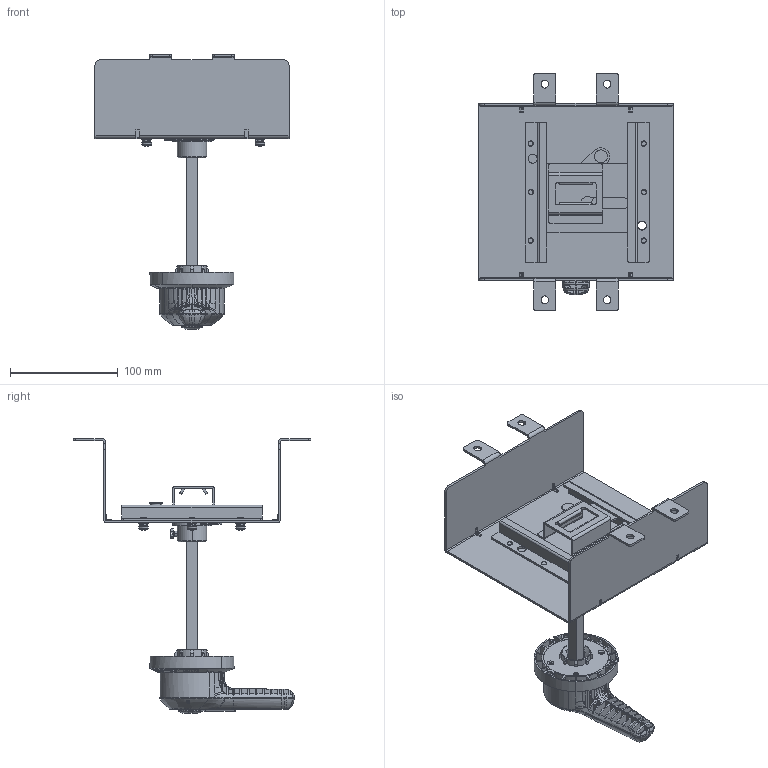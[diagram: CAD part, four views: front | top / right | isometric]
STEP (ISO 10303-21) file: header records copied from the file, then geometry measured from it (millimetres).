
FILE_DESCRIPTION((''),'2;1');
FILE_NAME('ERH-M5-V01_ASM','2022-11-21T21:19:32',('zhouhao1'),(''),'CREO PARAMETRIC BY PTC INC, 2020044','CREO PARAMETRIC BY PTC INC, 2020044','');
FILE_SCHEMA(('CONFIG_CONTROL_DESIGN','SHAPE_APPEARANCE_LAYERS_GROUPS'));
Products named in the file (54): MIDI59F048BEGT84_1; MIDI59F048BEGT84_2; MIDI59F048BEGT84_3; MIDI59F048BEGT84_4; MIDI59F048BEGT84_5; MIDI59F048BEGT84_6; MIDI59F048BEGT84_7; MIDI59F048BEGT84_8; MIDI59F048BEGT84_9; MIDI59F048BEGT84_10; MIDI59F048BEGT84_11; MIDI59F048BEGT84_12; MIDI59F048BEGT84_13; MIDI59F048BEGT84_14; MIDI59F048BEGT84_15; MIDI59F048BEGT84_16; MIDI59F048BEGT84_17; MIDI59F048BEGT84_18; MIDI59F048BEGT84_19; MIDI59F048BEGT84_20; MIDI59F048BEGT84_21; MIDI59F048BEGT84_22; MIDI59F048BEGT84_23; MIDI59F048BEGT84_24; MIDI59F048BEGT84_25; MIDI59F048BEGT84_26; MIDI59F048BEGT84_27; MIDI59F048BEGT84_28; MIDI59F048BEGT84_29; MIDI59F048BEGT84_30; MIDI59F048BEGT84_31; MIDI59F048BEGT84_32; MIDI59F048BEGT84_33; MIDI59F048BEGT84_ASM; 1234; 8ZTD2061560_3_1; SHOUCAO95_1_2_1; SHOUCAO95_1_3_1; SHOUCAO95_1_4_1; _20_3_1 ...
Assembly tree (53 placements, depth 4):
  ERH-M5-V01_ASM
    MIDI59F048BEGT84_ASM
      MIDI59F048BEGT84_1
      MIDI59F048BEGT84_2
      MIDI59F048BEGT84_3
      MIDI59F048BEGT84_4
      MIDI59F048BEGT84_5
      MIDI59F048BEGT84_6
      MIDI59F048BEGT84_7
      MIDI59F048BEGT84_8
      MIDI59F048BEGT84_9
      MIDI59F048BEGT84_10
      MIDI59F048BEGT84_11
      MIDI59F048BEGT84_12
      MIDI59F048BEGT84_13
      MIDI59F048BEGT84_14
      MIDI59F048BEGT84_15
      MIDI59F048BEGT84_16
      MIDI59F048BEGT84_17
      MIDI59F048BEGT84_18
      MIDI59F048BEGT84_19
      MIDI59F048BEGT84_20
      MIDI59F048BEGT84_21
      MIDI59F048BEGT84_22
      MIDI59F048BEGT84_23
      MIDI59F048BEGT84_24
      MIDI59F048BEGT84_25
      MIDI59F048BEGT84_26
      MIDI59F048BEGT84_27
      MIDI59F048BEGT84_28
      MIDI59F048BEGT84_29
      MIDI59F048BEGT84_30
      MIDI59F048BEGT84_31
      MIDI59F048BEGT84_32
      MIDI59F048BEGT84_33
    NXMNM1_-400-8000001_ASM
      SHOUCAO95_1_ASM_2_ASM
        1234
        8ZTD2061560_3_1
        SHOUCAO95_1_2_1
        SHOUCAO95_1_3_1
        SHOUCAO95_1_4_1
        _20_3_1
        JIZHUOLUOMU_SOLID_1-1905_1
        JIZHUOLUOMU_SOLID_1-1906_1
        SHOUCAO95_1_5_1
        SHOUCAO95_1_6_1
        SHOUCAO95_1_7_1
        SHOUCAO95_1_8_1
        SHOUCAO95_1_9_1
        SHOUCAO95_1_10_1
        SHOUCAO95_1_11_1
        BM4X12_GBT809_SOLID_1-1914_1
        BM4X12_GBT809_SOLID_1-1915_1
Bounding box: 180 x 220.5 x 255.15 mm (x, y, z)
Volume: 275285.6 mm3; surface area: 280660.5 mm2
Topology: 50 solids, 50 shells, 2960 faces, 8006 edges, 5228 vertices
Faces by surface type: plane 1518, cylinder 723, bspline 338, cone 206, torus 93, extrusion 60, sphere 22
Entity records: 129704 total; most frequent: CARTESIAN_POINT 47969, ORIENTED_EDGE 15920, DIRECTION 13783, EDGE_CURVE 7960, VERTEX_POINT 5228, AXIS2_PLACEMENT_3D 4858, VECTOR 4067, LINE 4007
